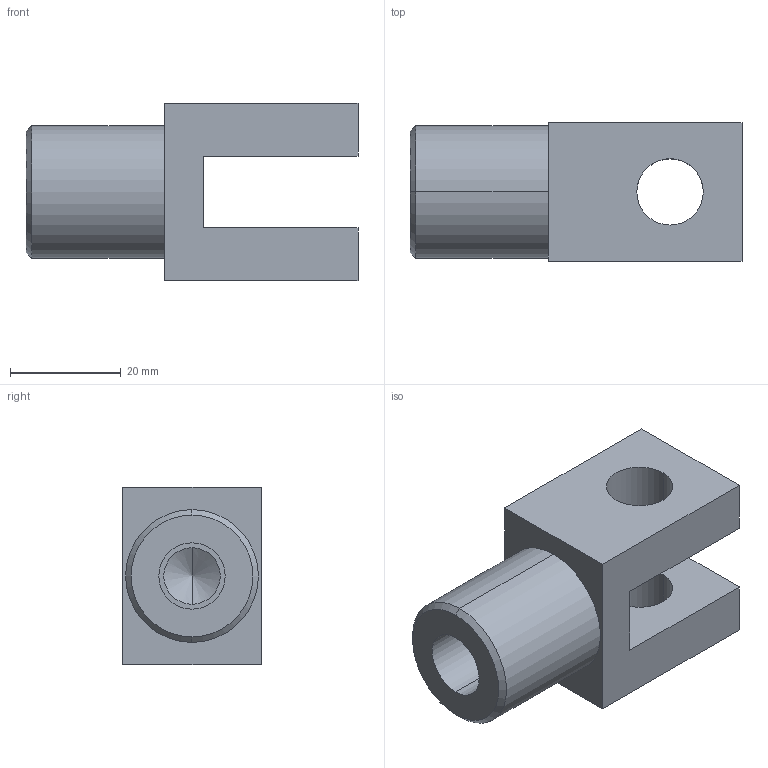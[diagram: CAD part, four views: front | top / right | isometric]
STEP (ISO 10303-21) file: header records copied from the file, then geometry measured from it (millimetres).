
FILE_DESCRIPTION (( 'STEP AP203' ), '1' );
FILE_NAME ('WDS-659-204.step', '2012-04-05T13:49:43', ( 'SysAdmin' ), ( 'SolidWorks' ), 'SwSTEP 2.0', 'SolidWorks 2012', '' );
FILE_SCHEMA (( 'CONFIG_CONTROL_DESIGN' ));
Length unit declared in the file: millimetre
Products named in the file (1): WDS-659-204
Bounding box: 60 x 25 x 32 mm (x, y, z)
Volume: 25166.6 mm3; surface area: 9320.5 mm2
Topology: 1 solids, 1 shells, 26 faces, 62 edges, 39 vertices
Faces by surface type: plane 12, cylinder 10, cone 4
Entity records: 827 total; most frequent: DIRECTION 136, CARTESIAN_POINT 126, ORIENTED_EDGE 120, EDGE_CURVE 60, AXIS2_PLACEMENT_3D 49, VERTEX_POINT 39, LINE 38, VECTOR 38
